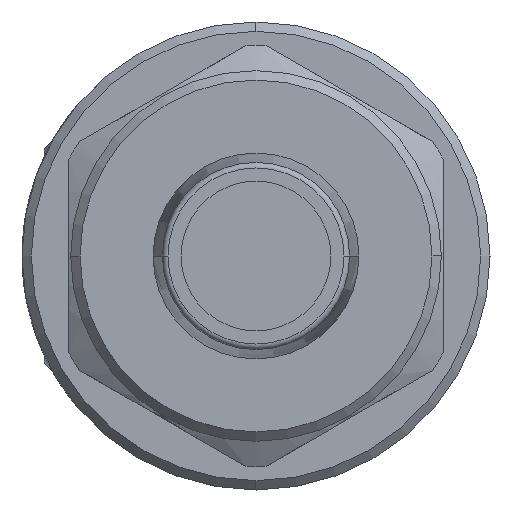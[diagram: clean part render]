
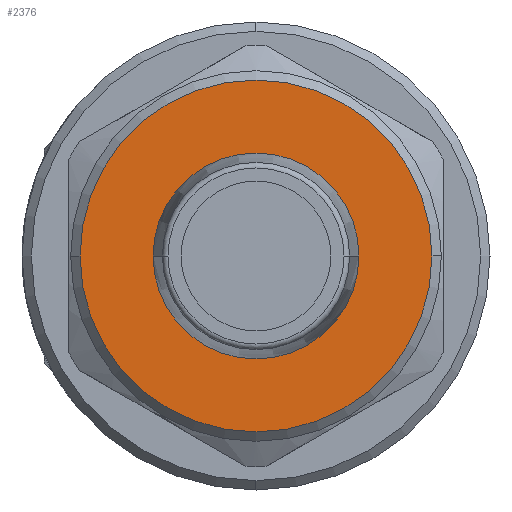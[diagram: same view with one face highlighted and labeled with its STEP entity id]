
A CAD part, left-side view. The second image highlights one B-rep face of the part: STEP entity #2376.
In plain terms, the highlighted planar face has unit normal (-1, 0, 0).
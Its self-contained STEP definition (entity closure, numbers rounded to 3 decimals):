
#145 = CARTESIAN_POINT ( 'NONE',  ( -52.5, -9.4, 0. ) ) ;
#146 = CARTESIAN_POINT ( 'NONE',  ( -52.5, 9.4, 0. ) ) ;
#148 = CARTESIAN_POINT ( 'NONE',  ( -52.5, 5.5, 0. ) ) ;
#150 = CARTESIAN_POINT ( 'NONE',  ( -52.5, -5.5, 0. ) ) ;
#315 = CARTESIAN_POINT ( 'NONE',  ( -52.5, 0., 0. ) ) ;
#316 = DIRECTION ( 'NONE',  ( -1., 0., 0. ) ) ;
#317 = DIRECTION ( 'NONE',  ( 0., -1., 0. ) ) ;
#592 = PLANE ( 'NONE',  #2277 ) ;
#593 = CARTESIAN_POINT ( 'NONE',  ( -52.5, 0., 5.5 ) ) ;
#594 = DIRECTION ( 'NONE',  ( -1., 0., 0. ) ) ;
#595 = DIRECTION ( 'NONE',  ( 0., -1., 0. ) ) ;
#862 = VERTEX_POINT ( 'NONE', #150 ) ;
#863 = VERTEX_POINT ( 'NONE', #148 ) ;
#866 = VERTEX_POINT ( 'NONE', #146 ) ;
#867 = VERTEX_POINT ( 'NONE', #145 ) ;
#1104 = EDGE_CURVE ( 'NONE', #867, #866, #1863, .T. ) ;
#1748 = EDGE_LOOP ( 'NONE', ( #2453, #2449 ) ) ;
#1752 = EDGE_LOOP ( 'NONE', ( #2452, #2450 ) ) ;
#1854 = AXIS2_PLACEMENT_3D ( 'NONE', #3001, #3003, #3000 ) ;
#1863 = CIRCLE ( 'NONE', #1854, 9.4 ) ;
#1922 = DIRECTION ( 'NONE',  ( 0., -1., 0. ) ) ;
#1927 = CARTESIAN_POINT ( 'NONE',  ( -52.5, 0., 0. ) ) ;
#1945 = CARTESIAN_POINT ( 'NONE',  ( -52.5, 0., 0. ) ) ;
#1948 = DIRECTION ( 'NONE',  ( -1., 0., 0. ) ) ;
#1982 = DIRECTION ( 'NONE',  ( 0., -1., 0. ) ) ;
#1985 = DIRECTION ( 'NONE',  ( -1., 0., 0. ) ) ;
#2023 = EDGE_CURVE ( 'NONE', #862, #863, #2745, .T. ) ;
#2029 = EDGE_CURVE ( 'NONE', #866, #867, #2741, .T. ) ;
#2047 = EDGE_CURVE ( 'NONE', #863, #862, #2751, .T. ) ;
#2277 = AXIS2_PLACEMENT_3D ( 'NONE', #593, #594, #595 ) ;
#2376 = ADVANCED_FACE ( 'NONE', ( #3433, #3380 ), #592, .T. ) ;
#2449 = ORIENTED_EDGE ( 'NONE', *, *, #2047, .F. ) ;
#2450 = ORIENTED_EDGE ( 'NONE', *, *, #1104, .T. ) ;
#2452 = ORIENTED_EDGE ( 'NONE', *, *, #2029, .T. ) ;
#2453 = ORIENTED_EDGE ( 'NONE', *, *, #2023, .F. ) ;
#2694 = AXIS2_PLACEMENT_3D ( 'NONE', #1927, #1948, #1922 ) ;
#2710 = AXIS2_PLACEMENT_3D ( 'NONE', #1945, #1985, #1982 ) ;
#2741 = CIRCLE ( 'NONE', #2694, 9.4 ) ;
#2745 = CIRCLE ( 'NONE', #2710, 5.5 ) ;
#2750 = AXIS2_PLACEMENT_3D ( 'NONE', #315, #316, #317 ) ;
#2751 = CIRCLE ( 'NONE', #2750, 5.5 ) ;
#3000 = DIRECTION ( 'NONE',  ( 0., -1., 0. ) ) ;
#3001 = CARTESIAN_POINT ( 'NONE',  ( -52.5, 0., 0. ) ) ;
#3003 = DIRECTION ( 'NONE',  ( -1., 0., 0. ) ) ;
#3380 = FACE_BOUND ( 'NONE', #1748, .T. ) ;
#3433 = FACE_OUTER_BOUND ( 'NONE', #1752, .T. ) ;
